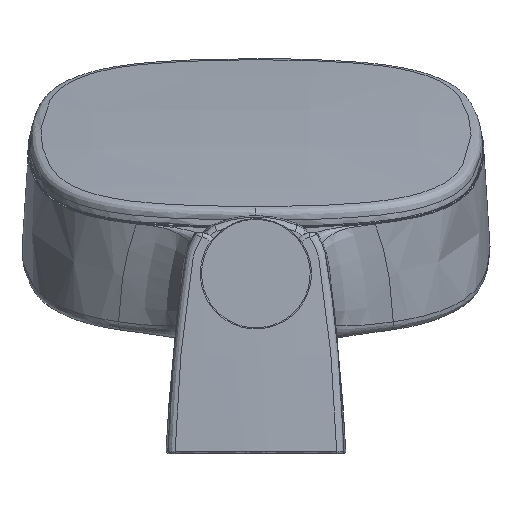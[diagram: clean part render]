
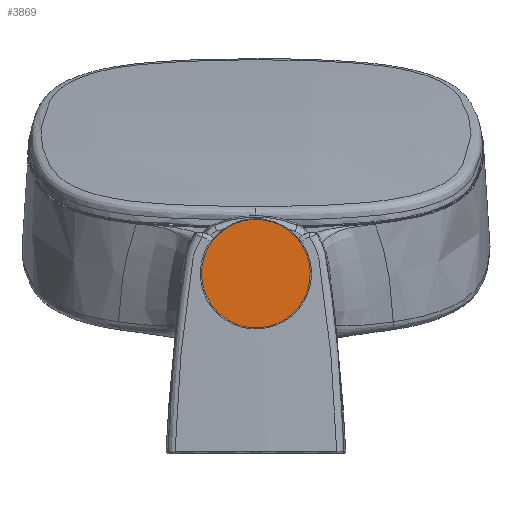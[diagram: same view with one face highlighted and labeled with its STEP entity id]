
A CAD part, front view. The second image highlights one B-rep face of the part: STEP entity #3869.
In plain terms, the highlighted planar face has unit normal (0, -1, 0).
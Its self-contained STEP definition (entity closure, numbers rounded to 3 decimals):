
#60 = CARTESIAN_POINT ( 'NONE',  ( 154.185, 42.619, 310.264 ) ) ;
#489 = EDGE_CURVE ( 'NONE', #16233, #12127, #5240, .T. ) ;
#831 = DIRECTION ( 'NONE',  ( 0., -1., 0. ) ) ;
#929 = ORIENTED_EDGE ( 'NONE', *, *, #4376, .F. ) ;
#1650 = DIRECTION ( 'NONE',  ( -0.995, 0., 0.103 ) ) ;
#2291 = CARTESIAN_POINT ( 'NONE',  ( 142.945, 42.619, 311.429 ) ) ;
#3867 = ORIENTED_EDGE ( 'NONE', *, *, #489, .F. ) ;
#3869 = ADVANCED_FACE ( 'NONE', ( #8222 ), #10407, .T. ) ;
#4376 = EDGE_CURVE ( 'NONE', #12127, #16233, #15207, .T. ) ;
#4718 = CARTESIAN_POINT ( 'NONE',  ( 165.599, 42.619, 309.081 ) ) ;
#5240 = CIRCLE ( 'NONE', #7949, 11.475 ) ;
#6956 = DIRECTION ( 'NONE',  ( 0., 1., 0. ) ) ;
#7949 = AXIS2_PLACEMENT_3D ( 'NONE', #60, #11245, #1650 ) ;
#8222 = FACE_OUTER_BOUND ( 'NONE', #13254, .T. ) ;
#10407 = PLANE ( 'NONE',  #13584 ) ;
#10522 = CARTESIAN_POINT ( 'NONE',  ( 142.771, 42.619, 311.447 ) ) ;
#11245 = DIRECTION ( 'NONE',  ( 0., 1., 0. ) ) ;
#12002 = DIRECTION ( 'NONE',  ( 0.995, 0., -0.103 ) ) ;
#12127 = VERTEX_POINT ( 'NONE', #4718 ) ;
#13254 = EDGE_LOOP ( 'NONE', ( #3867, #929 ) ) ;
#13584 = AXIS2_PLACEMENT_3D ( 'NONE', #2291, #831, #12002 ) ;
#15207 = CIRCLE ( 'NONE', #19995, 11.475 ) ;
#16233 = VERTEX_POINT ( 'NONE', #10522 ) ;
#16513 = CARTESIAN_POINT ( 'NONE',  ( 154.185, 42.619, 310.264 ) ) ;
#18125 = DIRECTION ( 'NONE',  ( -0.995, 0., 0.103 ) ) ;
#19995 = AXIS2_PLACEMENT_3D ( 'NONE', #16513, #6956, #18125 ) ;
